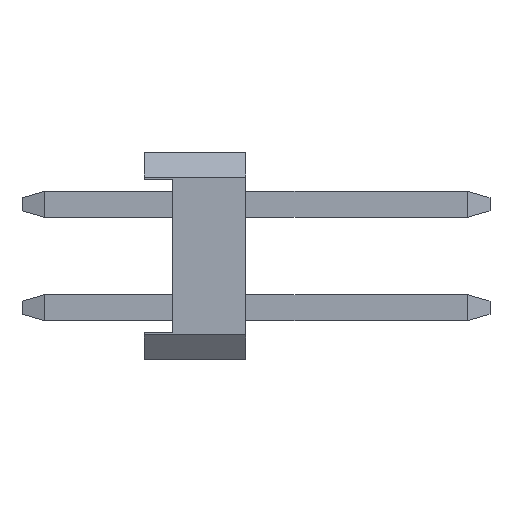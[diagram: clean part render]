
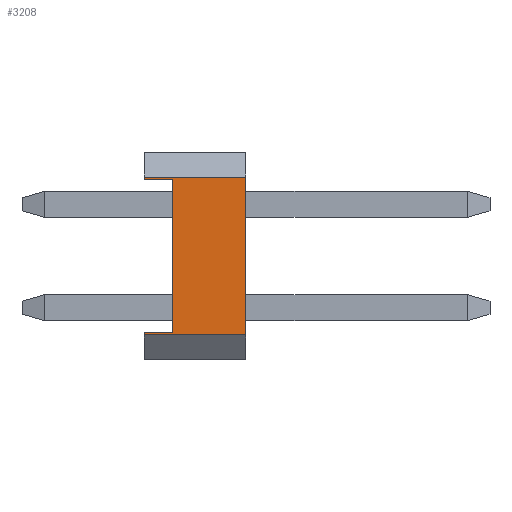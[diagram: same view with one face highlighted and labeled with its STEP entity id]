
A CAD part, left-side view. The second image highlights one B-rep face of the part: STEP entity #3208.
In plain terms, the highlighted planar face has unit normal (-1, 0, 0).
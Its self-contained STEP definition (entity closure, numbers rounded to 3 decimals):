
#1622=EDGE_CURVE('',#3862,#2468,#4423,.T.);
#1928=VERTEX_POINT('',#4760);
#1972=EDGE_CURVE('',#2242,#3954,#4809,.T.);
#2242=VERTEX_POINT('',#5108);
#2460=VERTEX_POINT('',#5347);
#2468=VERTEX_POINT('',#5356);
#2532=EDGE_CURVE('',#3954,#2468,#5427,.T.);
#2822=EDGE_CURVE('',#1928,#2242,#5758,.T.);
#2880=EDGE_CURVE('',#3186,#3648,#5823,.T.);
#3186=VERTEX_POINT('',#6163);
#3208=ADVANCED_FACE('',(#6188),#6189,.T.);
#3412=EDGE_CURVE('',#2460,#1928,#6417,.T.);
#3648=VERTEX_POINT('',#6671);
#3712=EDGE_CURVE('',#3648,#2460,#6742,.T.);
#3862=VERTEX_POINT('',#6901);
#3954=VERTEX_POINT('',#7007);
#3978=EDGE_CURVE('',#3862,#3186,#7032,.T.);
#4423=LINE('',#7607,#7608);
#4760=CARTESIAN_POINT('',(-7.62,0.,-1.89));
#4809=LINE('',#8147,#8148);
#5108=CARTESIAN_POINT('',(-7.62,0.,-1.94));
#5347=CARTESIAN_POINT('',(-7.62,-0.7,-1.89));
#5356=CARTESIAN_POINT('',(-7.62,-2.5,1.94));
#5427=LINE('',#9061,#9062);
#5758=LINE('',#9550,#9551);
#5823=LINE('',#9643,#9644);
#6163=CARTESIAN_POINT('',(-7.62,0.,1.89));
#6188=FACE_OUTER_BOUND('',#10151,.T.);
#6189=PLANE('',#10152);
#6417=LINE('',#10469,#10470);
#6671=CARTESIAN_POINT('',(-7.62,-0.7,1.89));
#6742=LINE('',#10954,#10955);
#6901=CARTESIAN_POINT('',(-7.62,0.,1.94));
#7007=CARTESIAN_POINT('',(-7.62,-2.5,-1.94));
#7032=LINE('',#11378,#11379);
#7607=CARTESIAN_POINT('',(-7.62,0.,1.94));
#7608=VECTOR('',#11910,1.0);
#8147=CARTESIAN_POINT('',(-7.62,0.,-1.94));
#8148=VECTOR('',#12279,1.0);
#9061=CARTESIAN_POINT('',(-7.62,-2.5,1.94));
#9062=VECTOR('',#12900,1.0);
#9550=CARTESIAN_POINT('',(-7.62,0.,1.94));
#9551=VECTOR('',#13314,1.0);
#9643=CARTESIAN_POINT('',(-7.62,0.075,1.89));
#9644=VECTOR('',#13387,1.0);
#10151=EDGE_LOOP('',(#13764,#13765,#13766,#13767,#13768,#13769,#13770,#13771));
#10152=AXIS2_PLACEMENT_3D('',#13772,#13773,#13774);
#10469=CARTESIAN_POINT('',(-7.62,0.075,-1.89));
#10470=VECTOR('',#14017,1.0);
#10954=CARTESIAN_POINT('',(-7.62,-0.7,-0.97));
#10955=VECTOR('',#14317,1.0);
#11378=CARTESIAN_POINT('',(-7.62,0.,1.94));
#11379=VECTOR('',#14582,1.0);
#11910=DIRECTION('',(0.0,-1.0,0.));
#12279=DIRECTION('',(0.0,-1.0,0.));
#12900=DIRECTION('',(0.0,0.,1.0));
#13314=DIRECTION('',(0.0,0.,-1.0));
#13387=DIRECTION('',(0.0,-1.0,0.));
#13764=ORIENTED_EDGE('',*,*,#3412,.T.);
#13765=ORIENTED_EDGE('',*,*,#2822,.T.);
#13766=ORIENTED_EDGE('',*,*,#1972,.T.);
#13767=ORIENTED_EDGE('',*,*,#2532,.T.);
#13768=ORIENTED_EDGE('',*,*,#1622,.F.);
#13769=ORIENTED_EDGE('',*,*,#3978,.T.);
#13770=ORIENTED_EDGE('',*,*,#2880,.T.);
#13771=ORIENTED_EDGE('',*,*,#3712,.T.);
#13772=CARTESIAN_POINT('',(-7.62,0.,-1.94));
#13773=DIRECTION('',(-1.0,0.0,0.0));
#13774=DIRECTION('',(0.0,0.,-1.0));
#14017=DIRECTION('',(0.0,1.0,0.));
#14317=DIRECTION('',(0.0,0.,-1.0));
#14582=DIRECTION('',(0.0,0.,-1.0));
